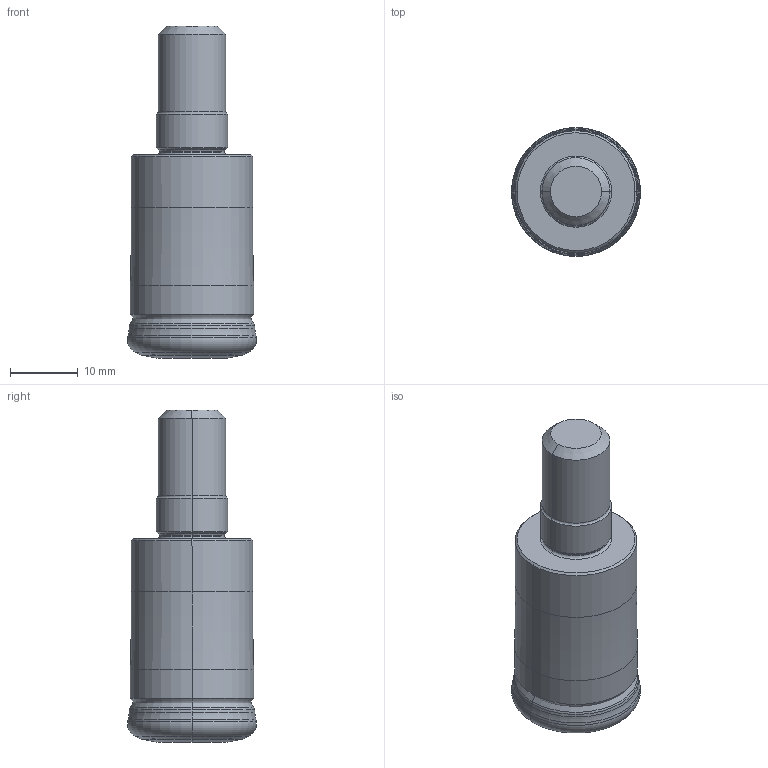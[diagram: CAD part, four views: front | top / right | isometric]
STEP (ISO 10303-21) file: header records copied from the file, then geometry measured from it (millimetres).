
FILE_DESCRIPTION(/* description */ (''),/* implementation_level */ '2;1');
FILE_NAME(/* name */ 'AJXU08R122AM1030_IR0_079.stp',/* time_stamp */ '2023-03-06T11:28:51+09:00',/* author */ (''),/* organization */ (''),/* preprocessor_version */ 'ST-DEVELOPER v16',/* originating_system */ 'SIEMENS PLM Software NX 10.0',/* authorisation */ '');
FILE_SCHEMA (('AUTOMOTIVE_DESIGN { 1 0 10303 214 3 1 1 1 }'));
Length unit declared in the file: millimetre
Products named in the file (1): AJXU08R122AM1030_IR0_079_ASM_2_ASM
Bounding box: 19.05 x 19.05 x 49 mm (x, y, z)
Volume: 10658.3 mm3; surface area: 3581.3 mm2
Topology: 2 solids, 2 shells, 103 faces, 255 edges, 187 vertices
Faces by surface type: torus 32, revolution 22, cone 22, cylinder 12, bspline 10, plane 5
Entity records: 3936 total; most frequent: CARTESIAN_POINT 1381, DIRECTION 548, ORIENTED_EDGE 452, AXIS2_PLACEMENT_3D 245, EDGE_CURVE 226, CIRCLE 166, VERTEX_POINT 128, EDGE_LOOP 106
